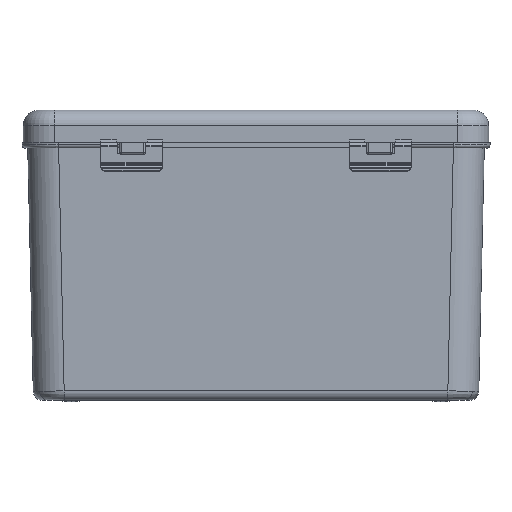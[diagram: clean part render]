
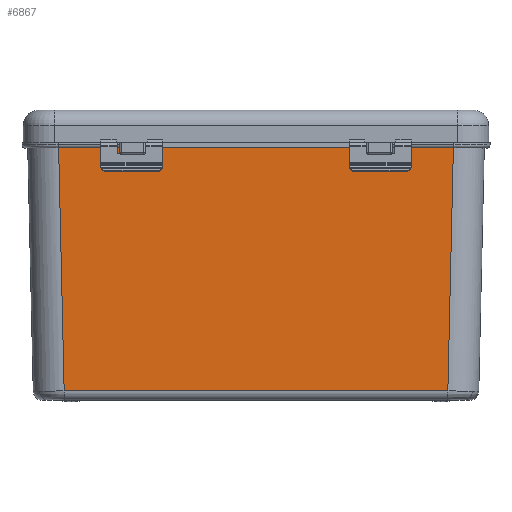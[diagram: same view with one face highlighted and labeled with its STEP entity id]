
A CAD part, top view. The second image highlights one B-rep face of the part: STEP entity #6867.
In plain terms, the highlighted planar face has unit normal (0, -0.018, 1).
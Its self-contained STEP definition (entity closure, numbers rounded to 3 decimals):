
#12 = ORIENTED_EDGE ( 'NONE', *, *, #5548, .T. ) ;
#537 = EDGE_LOOP ( 'NONE', ( #3288, #12, #6688, #6226 ) ) ;
#916 = VECTOR ( 'NONE', #3492, 1000. ) ;
#954 = DIRECTION ( 'NONE',  ( 0.023, -1., -0.018 ) ) ;
#1002 = CARTESIAN_POINT ( 'NONE',  ( -63.956, -2.005, 31.715 ) ) ;
#1286 = DIRECTION ( 'NONE',  ( 0., 1., 0.018 ) ) ;
#1357 = LINE ( 'NONE', #9431, #4790 ) ;
#1920 = VECTOR ( 'NONE', #954, 1000. ) ;
#2692 = LINE ( 'NONE', #7908, #7601 ) ;
#2912 = DIRECTION ( 'NONE',  ( 1., 0., 0. ) ) ;
#3288 = ORIENTED_EDGE ( 'NONE', *, *, #9052, .T. ) ;
#3492 = DIRECTION ( 'NONE',  ( 1., 0., 0. ) ) ;
#4058 = PLANE ( 'NONE',  #5009 ) ;
#4105 = CARTESIAN_POINT ( 'NONE',  ( 0., -0.557, 31.74 ) ) ;
#4129 = VERTEX_POINT ( 'NONE', #7315 ) ;
#4386 = VERTEX_POINT ( 'NONE', #9373 ) ;
#4790 = VECTOR ( 'NONE', #2912, 1000. ) ;
#4946 = VERTEX_POINT ( 'NONE', #6694 ) ;
#5009 = AXIS2_PLACEMENT_3D ( 'NONE', #4105, #6406, #1286 ) ;
#5509 = EDGE_CURVE ( 'NONE', #4129, #4386, #6568, .T. ) ;
#5548 = EDGE_CURVE ( 'NONE', #4946, #6822, #1357, .T. ) ;
#5724 = CARTESIAN_POINT ( 'NONE',  ( 62.068, -85.353, 30.252 ) ) ;
#5914 = EDGE_CURVE ( 'NONE', #6822, #4386, #2692, .T. ) ;
#6226 = ORIENTED_EDGE ( 'NONE', *, *, #5509, .F. ) ;
#6406 = DIRECTION ( 'NONE',  ( 0., 0.018, -1. ) ) ;
#6568 = LINE ( 'NONE', #7257, #916 ) ;
#6688 = ORIENTED_EDGE ( 'NONE', *, *, #5914, .T. ) ;
#6694 = CARTESIAN_POINT ( 'NONE',  ( -62.068, -85.353, 30.252 ) ) ;
#6822 = VERTEX_POINT ( 'NONE', #5724 ) ;
#6867 = ADVANCED_FACE ( 'NONE', ( #7773 ), #4058, .F. ) ;
#7257 = CARTESIAN_POINT ( 'NONE',  ( -74., 0., 31.75 ) ) ;
#7315 = CARTESIAN_POINT ( 'NONE',  ( -64.001, 0., 31.75 ) ) ;
#7601 = VECTOR ( 'NONE', #7858, 1000. ) ;
#7773 = FACE_OUTER_BOUND ( 'NONE', #537, .T. ) ;
#7858 = DIRECTION ( 'NONE',  ( 0.023, 1., 0.018 ) ) ;
#7908 = CARTESIAN_POINT ( 'NONE',  ( 63.956, -2.005, 31.715 ) ) ;
#9052 = EDGE_CURVE ( 'NONE', #4129, #4946, #9166, .T. ) ;
#9166 = LINE ( 'NONE', #1002, #1920 ) ;
#9373 = CARTESIAN_POINT ( 'NONE',  ( 64.001, 0., 31.75 ) ) ;
#9431 = CARTESIAN_POINT ( 'NONE',  ( 62.001, -85.353, 30.252 ) ) ;
